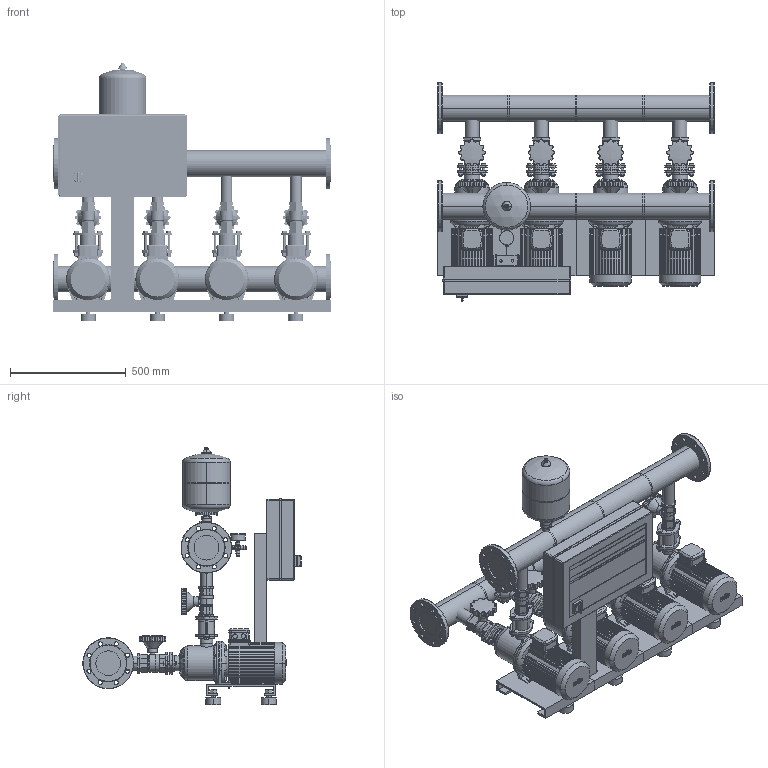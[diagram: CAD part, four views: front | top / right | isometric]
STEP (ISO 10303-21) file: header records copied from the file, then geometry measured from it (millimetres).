
FILE_DESCRIPTION((''),'2;1');
FILE_NAME('3d_CO-4MHI1603N_ER-EB-2534334.stp','2016-08-24T08:03:01',(''),(''),'Mechanical Desktop 2009','Mechanical Desktop 2009',', , ');
FILE_SCHEMA(('CONFIG_CONTROL_DESIGN'));
Length unit declared in the file: millimetre
Products named in the file (1): Product
Bounding box: 1200 x 945 x 1115 mm (x, y, z)
Volume: 121535070 mm3; surface area: 8022609.2 mm2
Topology: 146 solids, 146 shells, 4580 faces, 11429 edges, 7411 vertices
Faces by surface type: plane 1905, cylinder 1631, bspline 647, cone 255, torus 128, sphere 14
Entity records: 146804 total; most frequent: CARTESIAN_POINT 36877, DIRECTION 22878, ORIENTED_EDGE 22826, EDGE_CURVE 11413, AXIS2_PLACEMENT_3D 8259, VERTEX_POINT 7405, VECTOR 6360, LINE 6360
